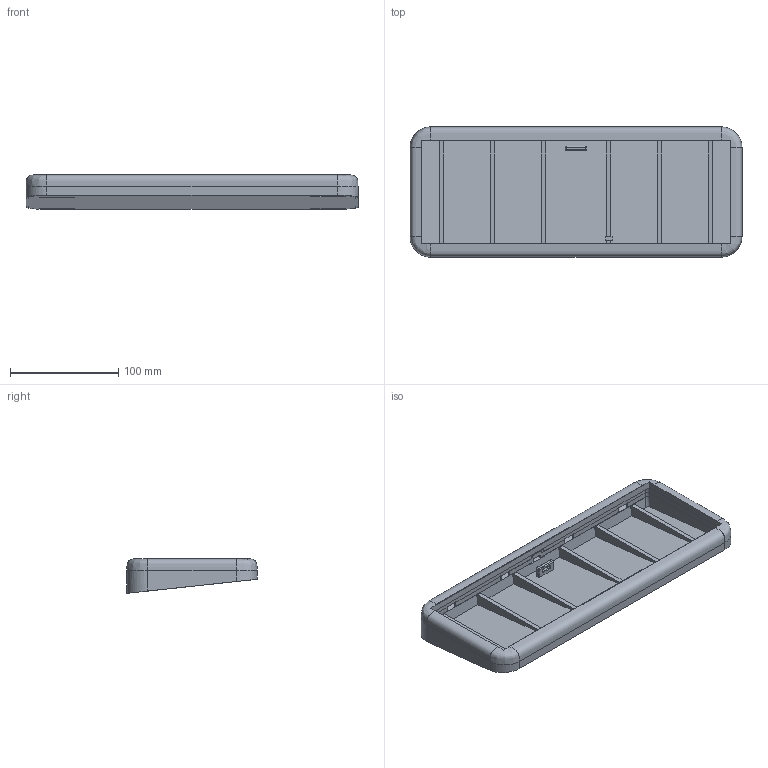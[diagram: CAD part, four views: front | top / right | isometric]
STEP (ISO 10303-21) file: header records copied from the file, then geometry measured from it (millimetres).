
FILE_DESCRIPTION(/* description */ (''),/* implementation_level */ '2;1');
FILE_NAME(/* name */ 'SG-61 v46.step',/* time_stamp */ '2022-11-20T18:00:16+08:00',/* author */ (''),/* organization */ (''),/* preprocessor_version */ 'ST-DEVELOPER v19.2',/* originating_system */ 'Autodesk Translation Framework v11.17.0.187',/* authorisation */ '');
FILE_SCHEMA (('AUTOMOTIVE_DESIGN { 1 0 10303 214 3 1 1 }'));
Length unit declared in the file: millimetre
Products named in the file (1): SG-61
Bounding box: 306.87 x 120.37 x 32 mm (x, y, z)
Volume: 248769.5 mm3; surface area: 163333.6 mm2
Topology: 2 solids, 2 shells, 941 faces, 2260 edges, 1442 vertices
Faces by surface type: plane 442, cylinder 335, cone 114, bspline 25, torus 21, sphere 4
Full cylindrical faces by diameter (mm): 3 x104
Entity records: 28248 total; most frequent: CARTESIAN_POINT 5804, DIRECTION 4853, ORIENTED_EDGE 4520, EDGE_CURVE 2260, AXIS2_PLACEMENT_3D 1767, VERTEX_POINT 1442, LINE 1319, VECTOR 1319
